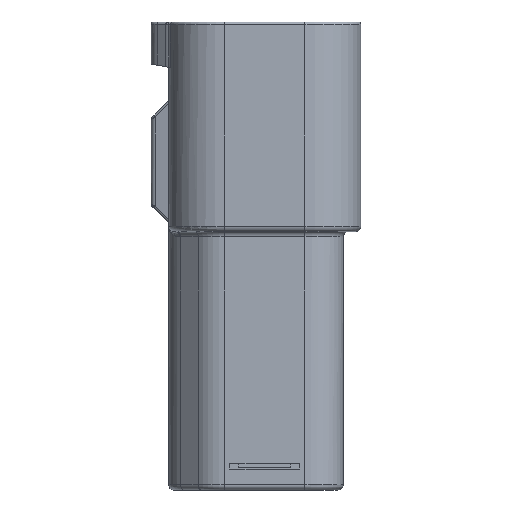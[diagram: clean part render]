
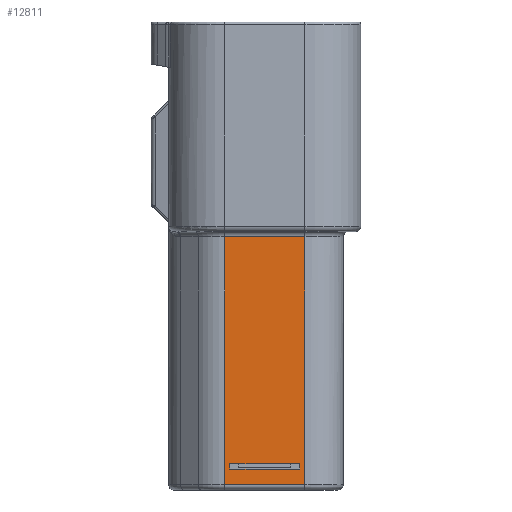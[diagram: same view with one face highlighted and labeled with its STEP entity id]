
A CAD part, front view. The second image highlights one B-rep face of the part: STEP entity #12811.
In plain terms, the highlighted planar face has unit normal (0, -1, 0).
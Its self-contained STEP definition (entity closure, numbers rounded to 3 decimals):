
#1342=DIRECTION('',(0.,0.,-1.));
#1343=VECTOR('',#1342,14.2);
#1344=CARTESIAN_POINT('',(-2.3,-4.5,12.6));
#1345=LINE('',#1344,#1343);
#1356=DIRECTION('',(0.,0.,-1.));
#1357=VECTOR('',#1356,14.2);
#1358=CARTESIAN_POINT('',(2.3,-4.5,12.6));
#1359=LINE('',#1358,#1357);
#1360=DIRECTION('',(1.,0.,0.));
#1361=VECTOR('',#1360,4.6);
#1362=CARTESIAN_POINT('',(-2.3,-4.5,-1.6));
#1363=LINE('',#1362,#1361);
#1364=DIRECTION('',(-1.,0.,0.));
#1365=VECTOR('',#1364,4.6);
#1366=CARTESIAN_POINT('',(2.3,-4.5,12.6));
#1367=LINE('',#1366,#1365);
#1368=DIRECTION('',(0.,0.,-1.));
#1369=VECTOR('',#1368,0.3);
#1370=CARTESIAN_POINT('',(2.,-4.5,-0.4));
#1371=LINE('',#1370,#1369);
#1372=DIRECTION('',(0.,0.,1.));
#1373=VECTOR('',#1372,0.3);
#1374=CARTESIAN_POINT('',(-2.,-4.5,-0.7));
#1375=LINE('',#1374,#1373);
#1376=DIRECTION('',(-1.,0.,0.));
#1377=VECTOR('',#1376,4.);
#1378=CARTESIAN_POINT('',(2.,-4.5,-0.7));
#1379=LINE('',#1378,#1377);
#1733=DIRECTION('',(-1.,0.,0.));
#1734=VECTOR('',#1733,4.);
#1735=CARTESIAN_POINT('',(2.,-4.5,-0.4));
#1736=LINE('',#1735,#1734);
#8910=CARTESIAN_POINT('',(2.,-4.5,-0.7));
#8911=CARTESIAN_POINT('',(-2.,-4.5,-0.7));
#8912=VERTEX_POINT('',#8910);
#8913=VERTEX_POINT('',#8911);
#9041=CARTESIAN_POINT('',(-2.3,-4.5,12.6));
#9042=VERTEX_POINT('',#9041);
#9045=CARTESIAN_POINT('',(2.3,-4.5,12.6));
#9046=VERTEX_POINT('',#9045);
#10420=CARTESIAN_POINT('',(2.3,-4.5,-1.6));
#10421=VERTEX_POINT('',#10420);
#10422=CARTESIAN_POINT('',(-2.3,-4.5,-1.6));
#10423=VERTEX_POINT('',#10422);
#11134=CARTESIAN_POINT('',(2.,-4.5,-0.4));
#11135=VERTEX_POINT('',#11134);
#11138=CARTESIAN_POINT('',(-2.,-4.5,-0.4));
#11139=VERTEX_POINT('',#11138);
#12787=CARTESIAN_POINT('',(-2.3,-4.5,0.));
#12788=DIRECTION('',(0.,1.,0.));
#12789=DIRECTION('',(1.,0.,0.));
#12790=AXIS2_PLACEMENT_3D('',#12787,#12788,#12789);
#12791=PLANE('',#12790);
#12793=ORIENTED_EDGE('',*,*,#12792,.T.);
#12795=ORIENTED_EDGE('',*,*,#12794,.F.);
#12796=ORIENTED_EDGE('',*,*,#12777,.F.);
#12798=ORIENTED_EDGE('',*,*,#12797,.F.);
#12799=EDGE_LOOP('',(#12793,#12795,#12796,#12798));
#12800=FACE_OUTER_BOUND('',#12799,.F.);
#12802=ORIENTED_EDGE('',*,*,#12801,.F.);
#12804=ORIENTED_EDGE('',*,*,#12803,.T.);
#12806=ORIENTED_EDGE('',*,*,#12805,.F.);
#12808=ORIENTED_EDGE('',*,*,#12807,.F.);
#12809=EDGE_LOOP('',(#12802,#12804,#12806,#12808));
#12810=FACE_BOUND('',#12809,.F.);
#12811=ADVANCED_FACE('',(#12800,#12810),#12791,.F.);
#12777=EDGE_CURVE('',#9042,#10423,#1345,.T.);
#12792=EDGE_CURVE('',#9046,#10421,#1359,.T.);
#12794=EDGE_CURVE('',#10423,#10421,#1363,.T.);
#12797=EDGE_CURVE('',#9046,#9042,#1367,.T.);
#12801=EDGE_CURVE('',#11135,#8912,#1371,.T.);
#12803=EDGE_CURVE('',#11135,#11139,#1736,.T.);
#12805=EDGE_CURVE('',#8913,#11139,#1375,.T.);
#12807=EDGE_CURVE('',#8912,#8913,#1379,.T.);
